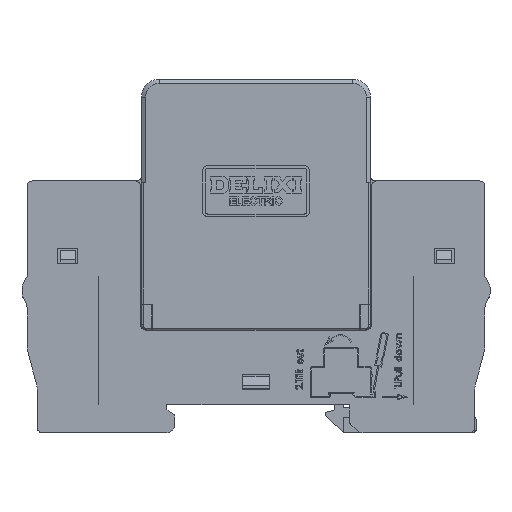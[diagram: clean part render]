
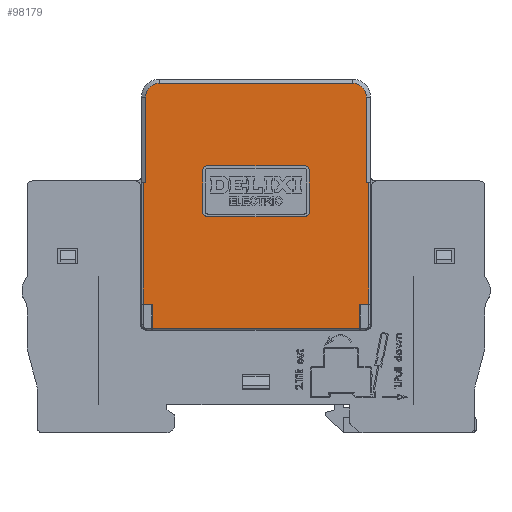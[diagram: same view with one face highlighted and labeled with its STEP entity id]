
A CAD part, front view. The second image highlights one B-rep face of the part: STEP entity #98179.
In plain terms, the highlighted planar face has unit normal (0, -1, 0).
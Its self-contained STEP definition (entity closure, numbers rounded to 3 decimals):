
#1047=DIRECTION('',(1.,0.,0.));
#1048=VECTOR('',#1047,40.8);
#1049=CARTESIAN_POINT('',(24.6,-35.4,15.));
#1050=LINE('',#1049,#1048);
#1077=CARTESIAN_POINT('',(35.5,-35.4,38.));
#1078=DIRECTION('',(0.,-1.,0.));
#1079=DIRECTION('',(-1.,0.,0.));
#1080=AXIS2_PLACEMENT_3D('',#1077,#1078,#1079);
#1082=CARTESIAN_POINT('',(54.5,-35.4,38.));
#1083=DIRECTION('',(0.,-1.,0.));
#1084=DIRECTION('',(0.,0.,-1.));
#1085=AXIS2_PLACEMENT_3D('',#1082,#1083,#1084);
#1087=DIRECTION('',(0.,0.,1.));
#1088=VECTOR('',#1087,8.);
#1089=CARTESIAN_POINT('',(55.5,-35.4,38.));
#1090=LINE('',#1089,#1088);
#1091=CARTESIAN_POINT('',(54.5,-35.4,46.));
#1092=DIRECTION('',(0.,-1.,0.));
#1093=DIRECTION('',(1.,0.,0.));
#1094=AXIS2_PLACEMENT_3D('',#1091,#1092,#1093);
#1096=DIRECTION('',(-1.,0.,0.));
#1097=VECTOR('',#1096,19.);
#1098=CARTESIAN_POINT('',(54.5,-35.4,47.));
#1099=LINE('',#1098,#1097);
#1100=CARTESIAN_POINT('',(35.5,-35.4,46.));
#1101=DIRECTION('',(0.,-1.,0.));
#1102=DIRECTION('',(0.,0.,1.));
#1103=AXIS2_PLACEMENT_3D('',#1100,#1101,#1102);
#1118=DIRECTION('',(0.,0.,1.));
#1119=VECTOR('',#1118,4.8);
#1120=CARTESIAN_POINT('',(24.6,-35.4,15.));
#1121=LINE('',#1120,#1119);
#1122=DIRECTION('',(1.,0.,0.));
#1123=VECTOR('',#1122,1.8);
#1124=CARTESIAN_POINT('',(22.8,-35.4,19.8));
#1125=LINE('',#1124,#1123);
#1126=DIRECTION('',(0.,0.,1.));
#1127=VECTOR('',#1126,16.8);
#1128=CARTESIAN_POINT('',(23.3,-35.4,43.7));
#1129=LINE('',#1128,#1127);
#1130=CARTESIAN_POINT('',(26.,-35.4,60.5));
#1131=DIRECTION('',(0.,1.,0.));
#1132=DIRECTION('',(-1.,0.,0.));
#1133=AXIS2_PLACEMENT_3D('',#1130,#1131,#1132);
#1135=DIRECTION('',(1.,0.,0.));
#1136=VECTOR('',#1135,38.);
#1137=CARTESIAN_POINT('',(26.,-35.4,63.2));
#1138=LINE('',#1137,#1136);
#1139=CARTESIAN_POINT('',(64.,-35.4,60.5));
#1140=DIRECTION('',(0.,1.,0.));
#1141=DIRECTION('',(0.,0.,1.));
#1142=AXIS2_PLACEMENT_3D('',#1139,#1140,#1141);
#1144=DIRECTION('',(0.,0.,-1.));
#1145=VECTOR('',#1144,16.8);
#1146=CARTESIAN_POINT('',(66.7,-35.4,60.5));
#1147=LINE('',#1146,#1145);
#1148=DIRECTION('',(1.,0.,0.));
#1149=VECTOR('',#1148,0.5);
#1150=CARTESIAN_POINT('',(66.7,-35.4,43.7));
#1151=LINE('',#1150,#1149);
#1152=DIRECTION('',(-1.,0.,0.));
#1153=VECTOR('',#1152,1.8);
#1154=CARTESIAN_POINT('',(67.2,-35.4,19.8));
#1155=LINE('',#1154,#1153);
#1156=DIRECTION('',(0.,0.,1.));
#1157=VECTOR('',#1156,4.8);
#1158=CARTESIAN_POINT('',(65.4,-35.4,15.));
#1159=LINE('',#1158,#1157);
#1173=DIRECTION('',(0.,0.,1.));
#1174=VECTOR('',#1173,8.);
#1175=CARTESIAN_POINT('',(34.5,-35.4,38.));
#1176=LINE('',#1175,#1174);
#1209=DIRECTION('',(-1.,0.,0.));
#1210=VECTOR('',#1209,19.);
#1211=CARTESIAN_POINT('',(54.5,-35.4,37.));
#1212=LINE('',#1211,#1210);
#5017=DIRECTION('',(0.,0.,-1.));
#5018=VECTOR('',#5017,23.9);
#5019=CARTESIAN_POINT('',(22.8,-35.4,43.7));
#5020=LINE('',#5019,#5018);
#5033=DIRECTION('',(-1.,0.,0.));
#5034=VECTOR('',#5033,0.5);
#5035=CARTESIAN_POINT('',(23.3,-35.4,43.7));
#5036=LINE('',#5035,#5034);
#14017=DIRECTION('',(0.,0.,1.));
#14018=VECTOR('',#14017,23.9);
#14019=CARTESIAN_POINT('',(67.2,-35.4,19.8));
#14020=LINE('',#14019,#14018);
#89816=CARTESIAN_POINT('',(22.8,-35.4,43.7));
#89817=VERTEX_POINT('',#89816);
#89824=CARTESIAN_POINT('',(23.3,-35.4,43.7));
#89825=VERTEX_POINT('',#89824);
#89826=CARTESIAN_POINT('',(23.3,-35.4,60.5));
#89827=VERTEX_POINT('',#89826);
#89828=CARTESIAN_POINT('',(26.,-35.4,63.2));
#89829=VERTEX_POINT('',#89828);
#89830=CARTESIAN_POINT('',(64.,-35.4,63.2));
#89831=VERTEX_POINT('',#89830);
#89832=CARTESIAN_POINT('',(66.7,-35.4,60.5));
#89833=VERTEX_POINT('',#89832);
#89834=CARTESIAN_POINT('',(66.7,-35.4,43.7));
#89835=VERTEX_POINT('',#89834);
#89836=CARTESIAN_POINT('',(67.2,-35.4,43.7));
#89837=VERTEX_POINT('',#89836);
#89838=CARTESIAN_POINT('',(34.5,-35.4,38.));
#89839=CARTESIAN_POINT('',(34.5,-35.4,46.));
#89840=VERTEX_POINT('',#89838);
#89841=VERTEX_POINT('',#89839);
#89842=CARTESIAN_POINT('',(35.5,-35.4,37.));
#89843=VERTEX_POINT('',#89842);
#89844=CARTESIAN_POINT('',(54.5,-35.4,37.));
#89845=VERTEX_POINT('',#89844);
#89846=CARTESIAN_POINT('',(55.5,-35.4,38.));
#89847=VERTEX_POINT('',#89846);
#89848=CARTESIAN_POINT('',(55.5,-35.4,46.));
#89849=VERTEX_POINT('',#89848);
#89850=CARTESIAN_POINT('',(54.5,-35.4,47.));
#89851=VERTEX_POINT('',#89850);
#89852=CARTESIAN_POINT('',(35.5,-35.4,47.));
#89853=VERTEX_POINT('',#89852);
#96812=CARTESIAN_POINT('',(22.8,-35.4,19.8));
#96813=VERTEX_POINT('',#96812);
#96818=CARTESIAN_POINT('',(24.6,-35.4,15.));
#96819=CARTESIAN_POINT('',(24.6,-35.4,19.8));
#96820=VERTEX_POINT('',#96818);
#96821=VERTEX_POINT('',#96819);
#96828=CARTESIAN_POINT('',(67.2,-35.4,19.8));
#96829=CARTESIAN_POINT('',(65.4,-35.4,19.8));
#96830=VERTEX_POINT('',#96828);
#96831=VERTEX_POINT('',#96829);
#96832=CARTESIAN_POINT('',(65.4,-35.4,15.));
#96833=VERTEX_POINT('',#96832);
#98127=CARTESIAN_POINT('',(22.5,-35.4,14.7));
#98128=DIRECTION('',(0.,-1.,0.));
#98129=DIRECTION('',(0.,0.,-1.));
#98130=AXIS2_PLACEMENT_3D('',#98127,#98128,#98129);
#98131=PLANE('',#98130);
#98133=ORIENTED_EDGE('',*,*,#98132,.T.);
#98135=ORIENTED_EDGE('',*,*,#98134,.F.);
#98137=ORIENTED_EDGE('',*,*,#98136,.F.);
#98139=ORIENTED_EDGE('',*,*,#98138,.F.);
#98141=ORIENTED_EDGE('',*,*,#98140,.T.);
#98143=ORIENTED_EDGE('',*,*,#98142,.T.);
#98145=ORIENTED_EDGE('',*,*,#98144,.T.);
#98147=ORIENTED_EDGE('',*,*,#98146,.T.);
#98149=ORIENTED_EDGE('',*,*,#98148,.T.);
#98151=ORIENTED_EDGE('',*,*,#98150,.T.);
#98153=ORIENTED_EDGE('',*,*,#98152,.F.);
#98155=ORIENTED_EDGE('',*,*,#98154,.T.);
#98157=ORIENTED_EDGE('',*,*,#98156,.F.);
#98158=ORIENTED_EDGE('',*,*,#98072,.F.);
#98159=EDGE_LOOP('',(#98133,#98135,#98137,#98139,#98141,#98143,#98145,#98147,
#98149,#98151,#98153,#98155,#98157,#98158));
#98160=FACE_OUTER_BOUND('',#98159,.F.);
#98162=ORIENTED_EDGE('',*,*,#98161,.F.);
#98164=ORIENTED_EDGE('',*,*,#98163,.T.);
#98166=ORIENTED_EDGE('',*,*,#98165,.F.);
#98168=ORIENTED_EDGE('',*,*,#98167,.T.);
#98170=ORIENTED_EDGE('',*,*,#98169,.T.);
#98172=ORIENTED_EDGE('',*,*,#98171,.T.);
#98174=ORIENTED_EDGE('',*,*,#98173,.T.);
#98176=ORIENTED_EDGE('',*,*,#98175,.T.);
#98177=EDGE_LOOP('',(#98162,#98164,#98166,#98168,#98170,#98172,#98174,#98176));
#98178=FACE_BOUND('',#98177,.F.);
#98179=ADVANCED_FACE('',(#98160,#98178),#98131,.T.);
#1081=CIRCLE('',#1080,1.);
#1086=CIRCLE('',#1085,1.);
#1095=CIRCLE('',#1094,1.);
#1104=CIRCLE('',#1103,1.);
#1134=CIRCLE('',#1133,2.7);
#1143=CIRCLE('',#1142,2.7);
#98072=EDGE_CURVE('',#96820,#96833,#1050,.T.);
#98132=EDGE_CURVE('',#96820,#96821,#1121,.T.);
#98134=EDGE_CURVE('',#96813,#96821,#1125,.T.);
#98136=EDGE_CURVE('',#89817,#96813,#5020,.T.);
#98138=EDGE_CURVE('',#89825,#89817,#5036,.T.);
#98140=EDGE_CURVE('',#89825,#89827,#1129,.T.);
#98142=EDGE_CURVE('',#89827,#89829,#1134,.T.);
#98144=EDGE_CURVE('',#89829,#89831,#1138,.T.);
#98146=EDGE_CURVE('',#89831,#89833,#1143,.T.);
#98148=EDGE_CURVE('',#89833,#89835,#1147,.T.);
#98150=EDGE_CURVE('',#89835,#89837,#1151,.T.);
#98152=EDGE_CURVE('',#96830,#89837,#14020,.T.);
#98154=EDGE_CURVE('',#96830,#96831,#1155,.T.);
#98156=EDGE_CURVE('',#96833,#96831,#1159,.T.);
#98161=EDGE_CURVE('',#89840,#89841,#1176,.T.);
#98163=EDGE_CURVE('',#89840,#89843,#1081,.T.);
#98165=EDGE_CURVE('',#89845,#89843,#1212,.T.);
#98167=EDGE_CURVE('',#89845,#89847,#1086,.T.);
#98169=EDGE_CURVE('',#89847,#89849,#1090,.T.);
#98171=EDGE_CURVE('',#89849,#89851,#1095,.T.);
#98173=EDGE_CURVE('',#89851,#89853,#1099,.T.);
#98175=EDGE_CURVE('',#89853,#89841,#1104,.T.);
